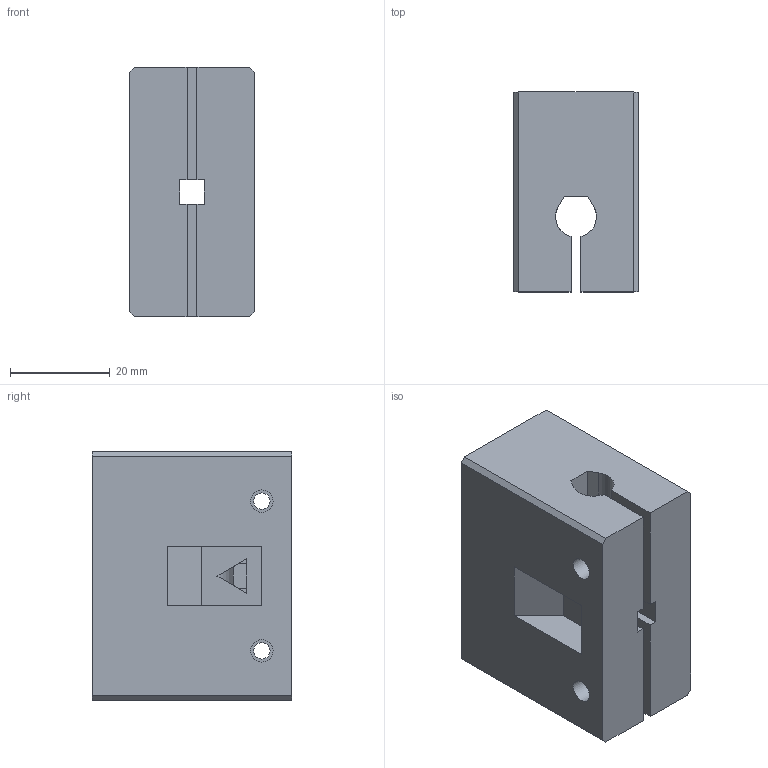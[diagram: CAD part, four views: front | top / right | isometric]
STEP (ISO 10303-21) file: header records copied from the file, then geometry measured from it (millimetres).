
FILE_DESCRIPTION(/* description */ (''),/* implementation_level */ '2;1');
FILE_NAME(/* name */ 'element_drill_jig.step',/* time_stamp */ '2025-10-26T21:54:43+08:00',/* author */ (''),/* organization */ (''),/* preprocessor_version */ 'ST-DEVELOPER v20.1',/* originating_system */ 'Autodesk Translation Framework v14.17.0.0',/* authorisation */ '');
FILE_SCHEMA (('AUTOMOTIVE_DESIGN { 1 0 10303 214 3 1 1 }'));
Length unit declared in the file: millimetre
Products named in the file (1): element drill jig
Bounding box: 25 x 40 x 50 mm (x, y, z)
Volume: 42595.9 mm3; surface area: 11902.4 mm2
Topology: 1 solids, 1 shells, 58 faces, 155 edges, 103 vertices
Faces by surface type: plane 46, cylinder 11, cone 1
Full cylindrical faces by diameter (mm): 3.3 x4, 4.5 x2, 5.8 x2, 10.2 x1
Entity records: 1857 total; most frequent: CARTESIAN_POINT 317, ORIENTED_EDGE 310, DIRECTION 302, EDGE_CURVE 155, LINE 126, VECTOR 126, VERTEX_POINT 103, AXIS2_PLACEMENT_3D 88
